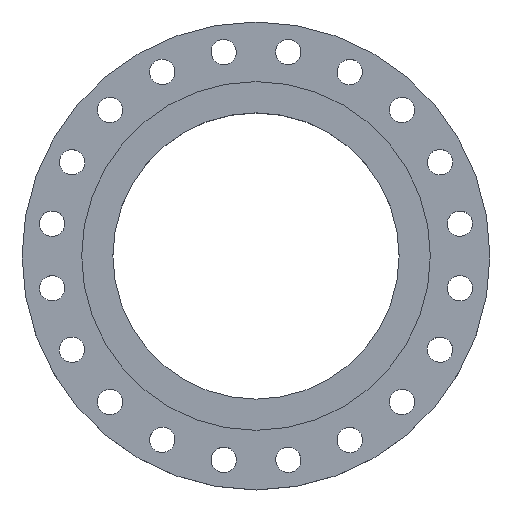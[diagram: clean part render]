
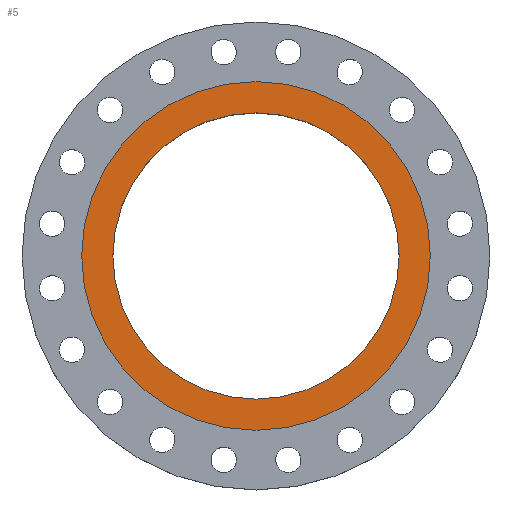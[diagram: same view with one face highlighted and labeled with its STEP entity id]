
A CAD part, top view. The second image highlights one B-rep face of the part: STEP entity #5.
In plain terms, the highlighted planar face has unit normal (0, 0, 1).
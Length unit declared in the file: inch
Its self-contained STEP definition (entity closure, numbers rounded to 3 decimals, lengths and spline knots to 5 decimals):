
#5 = ADVANCED_FACE ( 'NONE', ( #1199, #1491 ), #1523, .T. ) ;
#13 = VERTEX_POINT ( 'NONE', #775 ) ;
#18 = DIRECTION ( 'NONE',  ( 0., 0., 1. ) ) ;
#44 = CARTESIAN_POINT ( 'NONE',  ( 7.8, 0., 0.0625 ) ) ;
#59 = EDGE_CURVE ( 'NONE', #808, #13, #1878, .T. ) ;
#83 = EDGE_CURVE ( 'NONE', #1027, #1080, #1713, .T. ) ;
#118 = CARTESIAN_POINT ( 'NONE',  ( 0., 0., 0.0625 ) ) ;
#357 = CIRCLE ( 'NONE', #1470, 7.8 ) ;
#526 = AXIS2_PLACEMENT_3D ( 'NONE', #1667, #737, #1343 ) ;
#588 = DIRECTION ( 'NONE',  ( 1., 0., 0. ) ) ;
#613 = CARTESIAN_POINT ( 'NONE',  ( 0., 0., 0.0625 ) ) ;
#683 = ORIENTED_EDGE ( 'NONE', *, *, #1155, .T. ) ;
#737 = DIRECTION ( 'NONE',  ( 0., 0., 1. ) ) ;
#751 = CARTESIAN_POINT ( 'NONE',  ( 0., 0., 0.0625 ) ) ;
#775 = CARTESIAN_POINT ( 'NONE',  ( 9.5, 0., 0.0625 ) ) ;
#808 = VERTEX_POINT ( 'NONE', #1347 ) ;
#912 = CARTESIAN_POINT ( 'NONE',  ( -7.8, 0., 0.0625 ) ) ;
#1027 = VERTEX_POINT ( 'NONE', #44 ) ;
#1080 = VERTEX_POINT ( 'NONE', #912 ) ;
#1088 = DIRECTION ( 'NONE',  ( 1., 0., 0. ) ) ;
#1098 = ORIENTED_EDGE ( 'NONE', *, *, #83, .F. ) ;
#1155 = EDGE_CURVE ( 'NONE', #13, #808, #1539, .T. ) ;
#1159 = AXIS2_PLACEMENT_3D ( 'NONE', #118, #1342, #588 ) ;
#1165 = AXIS2_PLACEMENT_3D ( 'NONE', #751, #1832, #1229 ) ;
#1167 = AXIS2_PLACEMENT_3D ( 'NONE', #613, #1218, #1088 ) ;
#1199 = FACE_BOUND ( 'NONE', #1829, .T. ) ;
#1218 = DIRECTION ( 'NONE',  ( 0., 0., 1. ) ) ;
#1229 = DIRECTION ( 'NONE',  ( 1., 0., 0. ) ) ;
#1244 = ORIENTED_EDGE ( 'NONE', *, *, #1245, .F. ) ;
#1245 = EDGE_CURVE ( 'NONE', #1080, #1027, #357, .T. ) ;
#1247 = DIRECTION ( 'NONE',  ( 1., 0., 0. ) ) ;
#1342 = DIRECTION ( 'NONE',  ( 0., 0., 1. ) ) ;
#1343 = DIRECTION ( 'NONE',  ( 1., 0., 0. ) ) ;
#1347 = CARTESIAN_POINT ( 'NONE',  ( -9.5, 0., 0.0625 ) ) ;
#1470 = AXIS2_PLACEMENT_3D ( 'NONE', #1521, #18, #1247 ) ;
#1491 = FACE_OUTER_BOUND ( 'NONE', #1887, .T. ) ;
#1521 = CARTESIAN_POINT ( 'NONE',  ( 0., 0., 0.0625 ) ) ;
#1523 = PLANE ( 'NONE',  #1165 ) ;
#1539 = CIRCLE ( 'NONE', #1159, 9.5 ) ;
#1627 = ORIENTED_EDGE ( 'NONE', *, *, #59, .T. ) ;
#1667 = CARTESIAN_POINT ( 'NONE',  ( 0., 0., 0.0625 ) ) ;
#1713 = CIRCLE ( 'NONE', #1167, 7.8 ) ;
#1829 = EDGE_LOOP ( 'NONE', ( #1244, #1098 ) ) ;
#1832 = DIRECTION ( 'NONE',  ( 0., 0., 1. ) ) ;
#1878 = CIRCLE ( 'NONE', #526, 9.5 ) ;
#1887 = EDGE_LOOP ( 'NONE', ( #1627, #683 ) ) ;
